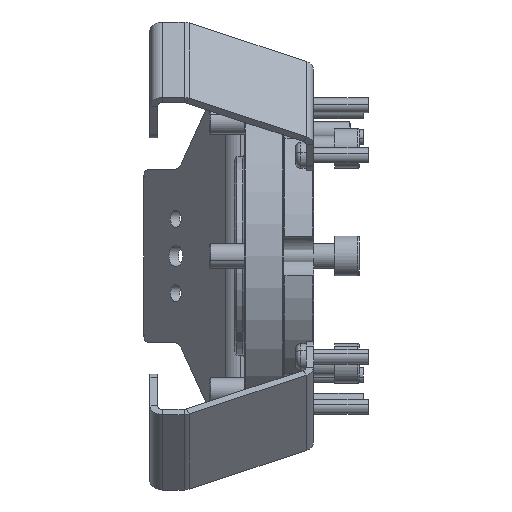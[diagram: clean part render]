
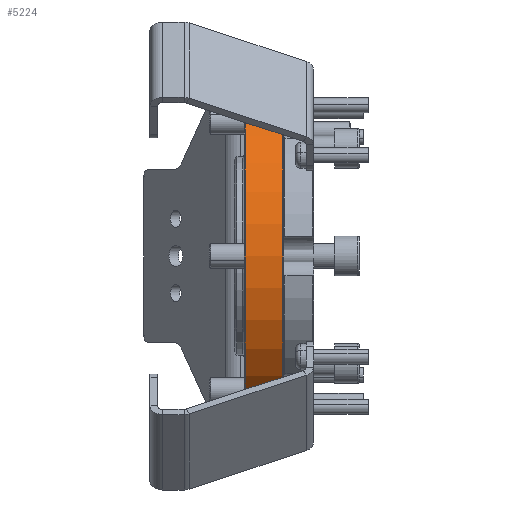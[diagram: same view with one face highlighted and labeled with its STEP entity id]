
A CAD part, front view. The second image highlights one B-rep face of the part: STEP entity #5224.
In plain terms, the highlighted cylindrical face has radius 75 mm (diameter 150 mm), a partial arc.
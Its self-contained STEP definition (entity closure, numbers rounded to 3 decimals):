
#290 = VERTEX_POINT ( 'NONE', #639 ) ;
#408 = EDGE_CURVE ( 'NONE', #1358, #12578, #12619, .T. ) ;
#639 = CARTESIAN_POINT ( 'NONE',  ( 1807.5, 0., 2045. ) ) ;
#677 = EDGE_CURVE ( 'NONE', #290, #12578, #11562, .T. ) ;
#895 = CIRCLE ( 'NONE', #5556, 75. ) ;
#1358 = VERTEX_POINT ( 'NONE', #4773 ) ;
#1994 = CARTESIAN_POINT ( 'NONE',  ( 1807.5, 0., 1895. ) ) ;
#2570 = DIRECTION ( 'NONE',  ( -1., 0., 0. ) ) ;
#2975 = DIRECTION ( 'NONE',  ( -1., 0., 0. ) ) ;
#4009 = CARTESIAN_POINT ( 'NONE',  ( 1823., 0., 1970. ) ) ;
#4629 = CARTESIAN_POINT ( 'NONE',  ( 1823., 0., 2045. ) ) ;
#4773 = CARTESIAN_POINT ( 'NONE',  ( 1822.5, 0., 1895. ) ) ;
#4866 = CARTESIAN_POINT ( 'NONE',  ( 1807.5, 0., 1970. ) ) ;
#5224 = ADVANCED_FACE ( 'NONE', ( #16824 ), #8764, .T. ) ;
#5556 = AXIS2_PLACEMENT_3D ( 'NONE', #18436, #2570, #13324 ) ;
#6215 = ORIENTED_EDGE ( 'NONE', *, *, #13159, .T. ) ;
#8764 = CYLINDRICAL_SURFACE ( 'NONE', #14151, 75. ) ;
#8916 = AXIS2_PLACEMENT_3D ( 'NONE', #4866, #14271, #17508 ) ;
#9519 = EDGE_LOOP ( 'NONE', ( #17790, #6215, #13883, #20311 ) ) ;
#9918 = VECTOR ( 'NONE', #11344, 1000. ) ;
#11344 = DIRECTION ( 'NONE',  ( -1., 0., 0. ) ) ;
#11562 = CIRCLE ( 'NONE', #8916, 75. ) ;
#12578 = VERTEX_POINT ( 'NONE', #1994 ) ;
#12619 = LINE ( 'NONE', #18991, #9918 ) ;
#12650 = CARTESIAN_POINT ( 'NONE',  ( 1822.5, 0., 2045. ) ) ;
#13159 = EDGE_CURVE ( 'NONE', #1358, #19771, #895, .T. ) ;
#13324 = DIRECTION ( 'NONE',  ( 0., 0., -1. ) ) ;
#13570 = VECTOR ( 'NONE', #2975, 1000. ) ;
#13812 = DIRECTION ( 'NONE',  ( 0., 0., 1. ) ) ;
#13883 = ORIENTED_EDGE ( 'NONE', *, *, #15417, .T. ) ;
#14151 = AXIS2_PLACEMENT_3D ( 'NONE', #4009, #16930, #13812 ) ;
#14271 = DIRECTION ( 'NONE',  ( 1., 0., 0. ) ) ;
#15417 = EDGE_CURVE ( 'NONE', #19771, #290, #17043, .T. ) ;
#16824 = FACE_OUTER_BOUND ( 'NONE', #9519, .T. ) ;
#16930 = DIRECTION ( 'NONE',  ( -1., 0., 0. ) ) ;
#17043 = LINE ( 'NONE', #4629, #13570 ) ;
#17508 = DIRECTION ( 'NONE',  ( 0., 0., -1. ) ) ;
#17790 = ORIENTED_EDGE ( 'NONE', *, *, #408, .F. ) ;
#18436 = CARTESIAN_POINT ( 'NONE',  ( 1822.5, 0., 1970. ) ) ;
#18991 = CARTESIAN_POINT ( 'NONE',  ( 1823., 0., 1895. ) ) ;
#19771 = VERTEX_POINT ( 'NONE', #12650 ) ;
#20311 = ORIENTED_EDGE ( 'NONE', *, *, #677, .T. ) ;
